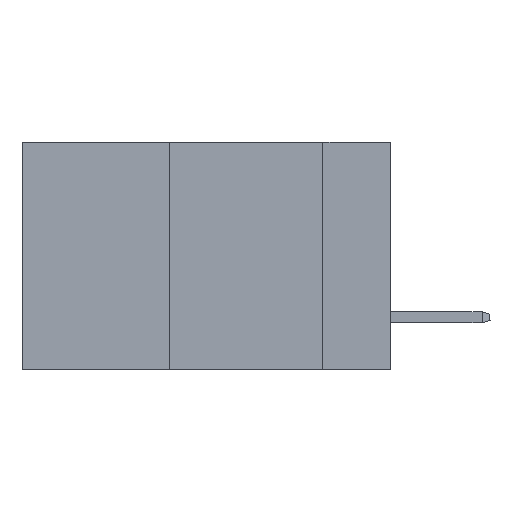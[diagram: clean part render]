
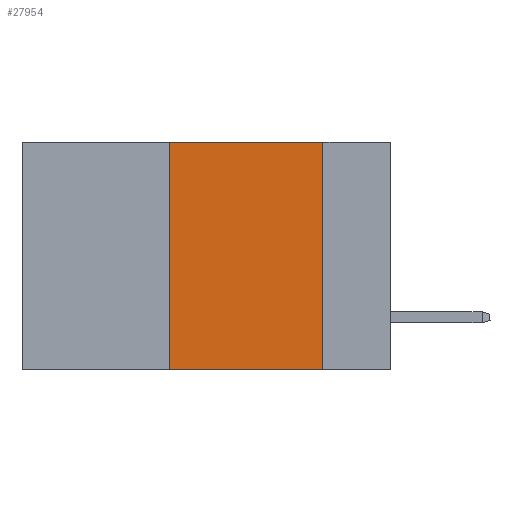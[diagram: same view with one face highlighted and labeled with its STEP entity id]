
A CAD part, left-side view. The second image highlights one B-rep face of the part: STEP entity #27954.
In plain terms, the highlighted planar face has unit normal (-1, 0, 0).
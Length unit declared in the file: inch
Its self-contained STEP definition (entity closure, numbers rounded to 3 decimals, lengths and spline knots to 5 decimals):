
#494 = VERTEX_POINT ( 'NONE', #690 ) ;
#690 = CARTESIAN_POINT ( 'NONE',  ( 0., 0.36, 0. ) ) ;
#1047 = CARTESIAN_POINT ( 'NONE',  ( 0., 0.6, 0. ) ) ;
#5299 = DIRECTION ( 'NONE',  ( 0., -1., 0. ) ) ;
#11123 = CARTESIAN_POINT ( 'NONE',  ( 0., 0.6, 0. ) ) ;
#13807 = CARTESIAN_POINT ( 'NONE',  ( 0., 0.36, 0. ) ) ;
#14999 = VERTEX_POINT ( 'NONE', #19986 ) ;
#16112 = AXIS2_PLACEMENT_3D ( 'NONE', #11123, #42339, #31070 ) ;
#16355 = EDGE_CURVE ( 'NONE', #49182, #14999, #50229, .T. ) ;
#17847 = LINE ( 'NONE', #19006, #25896 ) ;
#19006 = CARTESIAN_POINT ( 'NONE',  ( 0., 0.6, -0.37 ) ) ;
#19306 = EDGE_LOOP ( 'NONE', ( #48304, #30101, #30303, #19420 ) ) ;
#19420 = ORIENTED_EDGE ( 'NONE', *, *, #42333, .T. ) ;
#19490 = FACE_OUTER_BOUND ( 'NONE', #19306, .T. ) ;
#19986 = CARTESIAN_POINT ( 'NONE',  ( 0., 0.11, -0.37 ) ) ;
#20923 = CARTESIAN_POINT ( 'NONE',  ( 0., 0.36, -0.37 ) ) ;
#21220 = DIRECTION ( 'NONE',  ( 0., 0., 1. ) ) ;
#25896 = VECTOR ( 'NONE', #27763, 39.37008 ) ;
#27763 = DIRECTION ( 'NONE',  ( 0., -1., 0. ) ) ;
#27954 = ADVANCED_FACE ( 'NONE', ( #19490 ), #43060, .F. ) ;
#28975 = DIRECTION ( 'NONE',  ( 0., 0., -1. ) ) ;
#29205 = EDGE_CURVE ( 'NONE', #36675, #494, #49055, .T. ) ;
#30101 = ORIENTED_EDGE ( 'NONE', *, *, #39389, .F. ) ;
#30303 = ORIENTED_EDGE ( 'NONE', *, *, #29205, .F. ) ;
#30448 = VECTOR ( 'NONE', #21220, 39.37008 ) ;
#31070 = DIRECTION ( 'NONE',  ( 0., 0., -1. ) ) ;
#32388 = VECTOR ( 'NONE', #5299, 39.37008 ) ;
#36163 = LINE ( 'NONE', #1047, #32388 ) ;
#36610 = CARTESIAN_POINT ( 'NONE',  ( 0., 0.11, 0. ) ) ;
#36675 = VERTEX_POINT ( 'NONE', #20923 ) ;
#39228 = CARTESIAN_POINT ( 'NONE',  ( 0., 0.11, 0. ) ) ;
#39389 = EDGE_CURVE ( 'NONE', #494, #49182, #36163, .T. ) ;
#39636 = VECTOR ( 'NONE', #28975, 39.37008 ) ;
#42333 = EDGE_CURVE ( 'NONE', #36675, #14999, #17847, .T. ) ;
#42339 = DIRECTION ( 'NONE',  ( 1., 0., 0. ) ) ;
#43060 = PLANE ( 'NONE',  #16112 ) ;
#48304 = ORIENTED_EDGE ( 'NONE', *, *, #16355, .F. ) ;
#49055 = LINE ( 'NONE', #13807, #30448 ) ;
#49182 = VERTEX_POINT ( 'NONE', #39228 ) ;
#50229 = LINE ( 'NONE', #36610, #39636 ) ;
